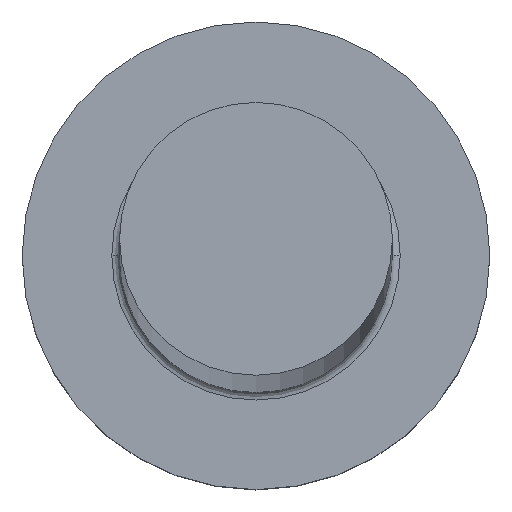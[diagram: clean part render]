
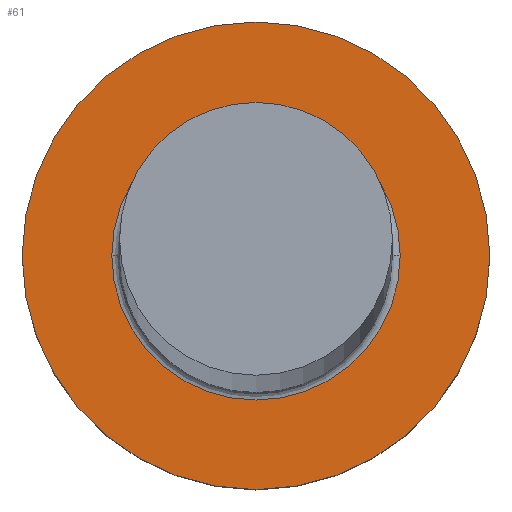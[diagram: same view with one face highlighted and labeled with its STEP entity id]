
A CAD part, top view. The second image highlights one B-rep face of the part: STEP entity #61.
In plain terms, the highlighted planar face has unit normal (0, 0, 1).
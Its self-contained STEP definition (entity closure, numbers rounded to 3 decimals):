
#3 = EDGE_CURVE ( 'NONE', #156, #115, #127, .T. ) ;
#24 = CARTESIAN_POINT ( 'NONE',  ( 0., 0., 5. ) ) ;
#33 = CARTESIAN_POINT ( 'NONE',  ( 3.7, 0., 5. ) ) ;
#55 = DIRECTION ( 'NONE',  ( 1., 0., 0. ) ) ;
#61 = ADVANCED_FACE ( 'NONE', ( #188, #67 ), #259, .T. ) ;
#67 = FACE_OUTER_BOUND ( 'NONE', #185, .T. ) ;
#78 = CARTESIAN_POINT ( 'NONE',  ( 0., 0., 5. ) ) ;
#81 = AXIS2_PLACEMENT_3D ( 'NONE', #24, #211, #99 ) ;
#89 = AXIS2_PLACEMENT_3D ( 'NONE', #192, #263, #173 ) ;
#99 = DIRECTION ( 'NONE',  ( 1., 0., 0. ) ) ;
#107 = CARTESIAN_POINT ( 'NONE',  ( -3.7, 0., 5. ) ) ;
#115 = VERTEX_POINT ( 'NONE', #196 ) ;
#116 = CIRCLE ( 'NONE', #124, 6. ) ;
#118 = ORIENTED_EDGE ( 'NONE', *, *, #267, .T. ) ;
#124 = AXIS2_PLACEMENT_3D ( 'NONE', #220, #132, #200 ) ;
#127 = CIRCLE ( 'NONE', #89, 6. ) ;
#131 = CARTESIAN_POINT ( 'NONE',  ( 0., 0., 5. ) ) ;
#132 = DIRECTION ( 'NONE',  ( 0., 0., 1. ) ) ;
#135 = VERTEX_POINT ( 'NONE', #33 ) ;
#139 = EDGE_LOOP ( 'NONE', ( #299, #187 ) ) ;
#142 = ORIENTED_EDGE ( 'NONE', *, *, #3, .T. ) ;
#156 = VERTEX_POINT ( 'NONE', #289 ) ;
#157 = EDGE_CURVE ( 'NONE', #170, #135, #176, .T. ) ;
#161 = AXIS2_PLACEMENT_3D ( 'NONE', #78, #178, #55 ) ;
#170 = VERTEX_POINT ( 'NONE', #107 ) ;
#173 = DIRECTION ( 'NONE',  ( 1., 0., 0. ) ) ;
#176 = CIRCLE ( 'NONE', #219, 3.7 ) ;
#178 = DIRECTION ( 'NONE',  ( 0., 0., -1. ) ) ;
#185 = EDGE_LOOP ( 'NONE', ( #142, #118 ) ) ;
#187 = ORIENTED_EDGE ( 'NONE', *, *, #157, .T. ) ;
#188 = FACE_BOUND ( 'NONE', #139, .T. ) ;
#189 = CIRCLE ( 'NONE', #161, 3.7 ) ;
#192 = CARTESIAN_POINT ( 'NONE',  ( 0., 0., 5. ) ) ;
#196 = CARTESIAN_POINT ( 'NONE',  ( 6., 0., 5. ) ) ;
#200 = DIRECTION ( 'NONE',  ( 1., 0., 0. ) ) ;
#211 = DIRECTION ( 'NONE',  ( 0., 0., 1. ) ) ;
#219 = AXIS2_PLACEMENT_3D ( 'NONE', #131, #221, #223 ) ;
#220 = CARTESIAN_POINT ( 'NONE',  ( 0., 0., 5. ) ) ;
#221 = DIRECTION ( 'NONE',  ( 0., 0., -1. ) ) ;
#223 = DIRECTION ( 'NONE',  ( 1., 0., 0. ) ) ;
#259 = PLANE ( 'NONE',  #81 ) ;
#263 = DIRECTION ( 'NONE',  ( 0., 0., 1. ) ) ;
#267 = EDGE_CURVE ( 'NONE', #115, #156, #116, .T. ) ;
#279 = EDGE_CURVE ( 'NONE', #135, #170, #189, .T. ) ;
#289 = CARTESIAN_POINT ( 'NONE',  ( -6., 0., 5. ) ) ;
#299 = ORIENTED_EDGE ( 'NONE', *, *, #279, .T. ) ;
